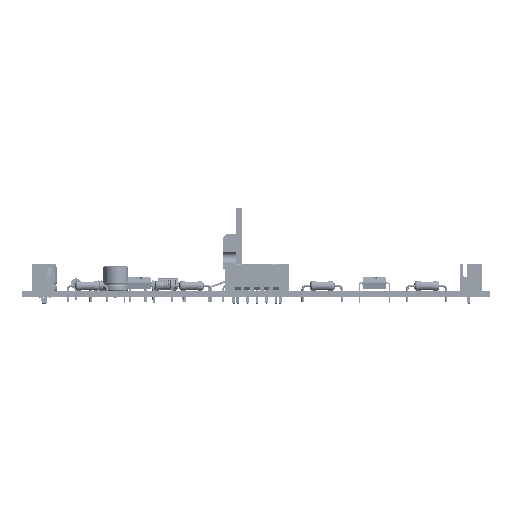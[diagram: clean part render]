
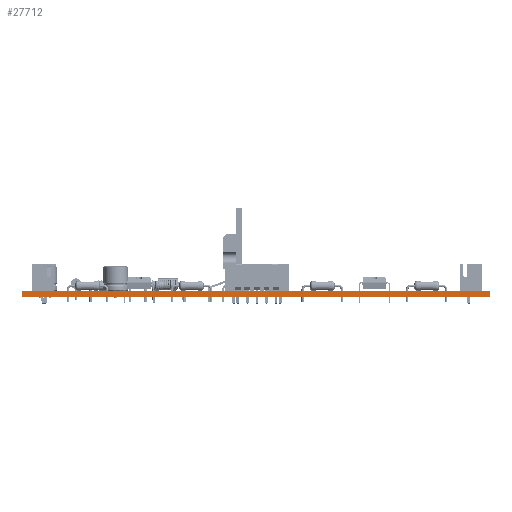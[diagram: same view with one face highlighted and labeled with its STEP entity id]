
A CAD part, left-side view. The second image highlights one B-rep face of the part: STEP entity #27712.
In plain terms, the highlighted planar face has unit normal (-1, 0, 0).
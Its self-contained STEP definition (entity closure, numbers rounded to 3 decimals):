
#27656 = VERTEX_POINT('',#27657);
#27657 = CARTESIAN_POINT('',(15.,-136.5,1.51));
#27663 = EDGE_CURVE('',#27664,#27656,#27666,.T.);
#27664 = VERTEX_POINT('',#27665);
#27665 = CARTESIAN_POINT('',(15.,-136.5,0.));
#27666 = LINE('',#27667,#27668);
#27667 = CARTESIAN_POINT('',(15.,-136.5,0.));
#27668 = VECTOR('',#27669,1.);
#27669 = DIRECTION('',(0.,0.,1.));
#27712 = ADVANCED_FACE('',(#27713),#27738,.T.);
#27713 = FACE_BOUND('',#27714,.T.);
#27714 = EDGE_LOOP('',(#27715,#27716,#27724,#27732));
#27715 = ORIENTED_EDGE('',*,*,#27663,.T.);
#27716 = ORIENTED_EDGE('',*,*,#27717,.T.);
#27717 = EDGE_CURVE('',#27656,#27718,#27720,.T.);
#27718 = VERTEX_POINT('',#27719);
#27719 = CARTESIAN_POINT('',(15.,-15.,1.51));
#27720 = LINE('',#27721,#27722);
#27721 = CARTESIAN_POINT('',(15.,-136.5,1.51));
#27722 = VECTOR('',#27723,1.);
#27723 = DIRECTION('',(0.,1.,0.));
#27724 = ORIENTED_EDGE('',*,*,#27725,.F.);
#27725 = EDGE_CURVE('',#27726,#27718,#27728,.T.);
#27726 = VERTEX_POINT('',#27727);
#27727 = CARTESIAN_POINT('',(15.,-15.,0.));
#27728 = LINE('',#27729,#27730);
#27729 = CARTESIAN_POINT('',(15.,-15.,0.));
#27730 = VECTOR('',#27731,1.);
#27731 = DIRECTION('',(0.,0.,1.));
#27732 = ORIENTED_EDGE('',*,*,#27733,.F.);
#27733 = EDGE_CURVE('',#27664,#27726,#27734,.T.);
#27734 = LINE('',#27735,#27736);
#27735 = CARTESIAN_POINT('',(15.,-136.5,0.));
#27736 = VECTOR('',#27737,1.);
#27737 = DIRECTION('',(0.,1.,0.));
#27738 = PLANE('',#27739);
#27739 = AXIS2_PLACEMENT_3D('',#27740,#27741,#27742);
#27740 = CARTESIAN_POINT('',(15.,-136.5,0.));
#27741 = DIRECTION('',(-1.,0.,0.));
#27742 = DIRECTION('',(0.,1.,0.));
